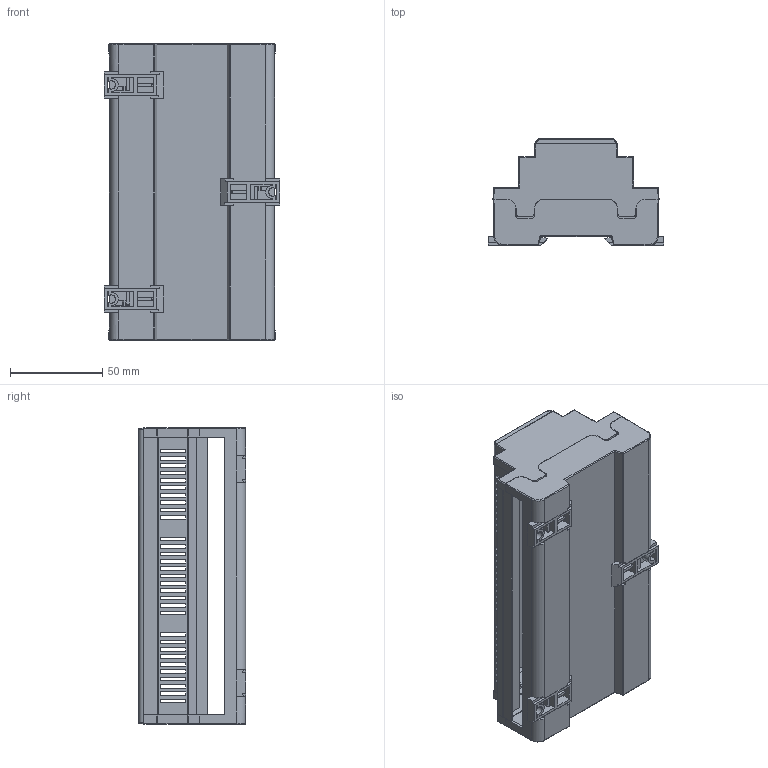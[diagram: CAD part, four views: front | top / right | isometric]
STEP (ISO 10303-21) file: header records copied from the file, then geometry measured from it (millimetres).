
FILE_DESCRIPTION (( 'STEP AP203' ), '1' );
FILE_NAME ('449-370-55.STEP', '2021-08-24T13:48:12', ( '' ), ( '' ), 'SwSTEP 2.0', 'SolidWorks 2018', '' );
FILE_SCHEMA (( 'CONFIG_CONTROL_DESIGN' ));
Length unit declared in the file: centimetre
Products named in the file (5): 449-370-55; 044937056; 044900300; 044937001; 044900400_044900400
Assembly tree (7 placements, depth 2):
  449-370-55
    044937056
    044937001
    044900300  x3
    044900400_044900400  x2
Bounding box: 95 x 58 x 160.6 mm (x, y, z)
Volume: 84921.6 mm3; surface area: 119109.7 mm2
Topology: 7 solids, 7 shells, 1407 faces, 3931 edges, 2568 vertices
Faces by surface type: plane 1199, cylinder 184, sphere 12, bspline 4, cone 4, torus 4
Entity records: 37234 total; most frequent: CARTESIAN_POINT 6738, ORIENTED_EDGE 6410, DIRECTION 5763, EDGE_CURVE 3205, VECTOR 2837, LINE 2837, VERTEX_POINT 2102, AXIS2_PLACEMENT_3D 1463
